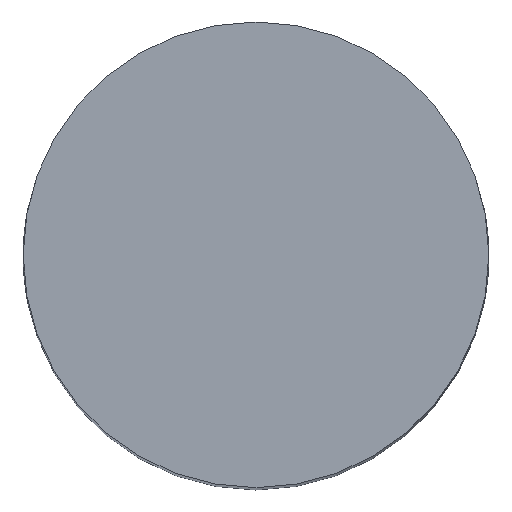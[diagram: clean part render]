
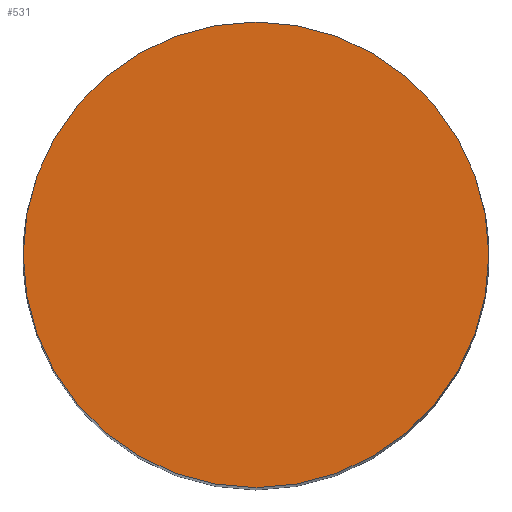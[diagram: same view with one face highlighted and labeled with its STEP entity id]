
A CAD part, top view. The second image highlights one B-rep face of the part: STEP entity #531.
In plain terms, the highlighted planar face has unit normal (0, 0, 1).
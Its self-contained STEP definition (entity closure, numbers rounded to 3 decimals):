
#9 = FACE_OUTER_BOUND ( 'NONE', #159, .T. ) ;
#20 = PLANE ( 'NONE',  #155 ) ;
#26 = AXIS2_PLACEMENT_3D ( 'NONE', #555, #269, #500 ) ;
#61 = CARTESIAN_POINT ( 'NONE',  ( -14.7, 0., 85. ) ) ;
#72 = CARTESIAN_POINT ( 'NONE',  ( 0., 0., 85. ) ) ;
#89 = VERTEX_POINT ( 'NONE', #61 ) ;
#97 = CARTESIAN_POINT ( 'NONE',  ( 0., 0., 85. ) ) ;
#101 = AXIS2_PLACEMENT_3D ( 'NONE', #72, #331, #513 ) ;
#124 = CARTESIAN_POINT ( 'NONE',  ( 14.7, 0., 85. ) ) ;
#137 = DIRECTION ( 'NONE',  ( 0., 0., 1. ) ) ;
#155 = AXIS2_PLACEMENT_3D ( 'NONE', #97, #137, #458 ) ;
#159 = EDGE_LOOP ( 'NONE', ( #432, #557 ) ) ;
#269 = DIRECTION ( 'NONE',  ( 0., 0., 1. ) ) ;
#331 = DIRECTION ( 'NONE',  ( 0., 0., 1. ) ) ;
#332 = EDGE_CURVE ( 'NONE', #89, #522, #527, .T. ) ;
#355 = EDGE_CURVE ( 'NONE', #522, #89, #389, .T. ) ;
#389 = CIRCLE ( 'NONE', #101, 14.7 ) ;
#432 = ORIENTED_EDGE ( 'NONE', *, *, #332, .T. ) ;
#458 = DIRECTION ( 'NONE',  ( 1., 0., 0. ) ) ;
#500 = DIRECTION ( 'NONE',  ( 1., 0., 0. ) ) ;
#513 = DIRECTION ( 'NONE',  ( 1., 0., 0. ) ) ;
#522 = VERTEX_POINT ( 'NONE', #124 ) ;
#527 = CIRCLE ( 'NONE', #26, 14.7 ) ;
#531 = ADVANCED_FACE ( 'NONE', ( #9 ), #20, .T. ) ;
#555 = CARTESIAN_POINT ( 'NONE',  ( 0., 0., 85. ) ) ;
#557 = ORIENTED_EDGE ( 'NONE', *, *, #355, .T. ) ;
